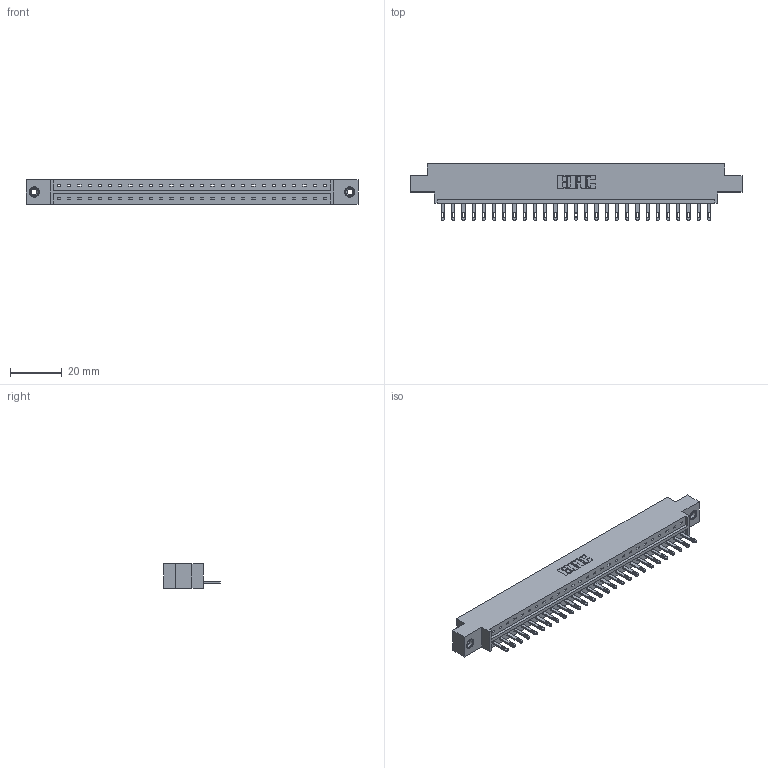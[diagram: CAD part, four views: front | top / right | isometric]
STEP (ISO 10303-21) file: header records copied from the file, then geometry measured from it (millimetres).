
FILE_DESCRIPTION (( 'STEP AP203' ), '1' );
FILE_NAME ('833-027-500-608.STEP', '2020-06-02T06:10:19', ( '' ), ( '' ), 'SwSTEP 2.0', 'SolidWorks 2020', '' );
FILE_SCHEMA (( 'CONFIG_CONTROL_DESIGN' ));
Length unit declared in the file: inch
Products named in the file (4): 345-292-001_345-293-100; 345-250-001_345-250-003-102; 833 Part_Offset - .156 Dia - TI; 833-027-500-608
Assembly tree (30 placements, depth 2):
  833-027-500-608
    833 Part_Offset - .156 Dia - TI
    345-292-001_345-293-100  x27
    345-250-001_345-250-003-102  x2
Bounding box: 128.52 x 21.85 x 9.4 mm (x, y, z)
Volume: 12586.5 mm3; surface area: 13809.7 mm2
Topology: 30 solids, 30 shells, 1636 faces, 4995 edges, 3322 vertices
Faces by surface type: plane 1078, cylinder 542, cone 12, torus 4
Entity records: 19694 total; most frequent: CARTESIAN_POINT 3382, ORIENTED_EDGE 3338, DIRECTION 2917, EDGE_CURVE 1669, VECTOR 1517, LINE 1517, VERTEX_POINT 1108, AXIS2_PLACEMENT_3D 700
